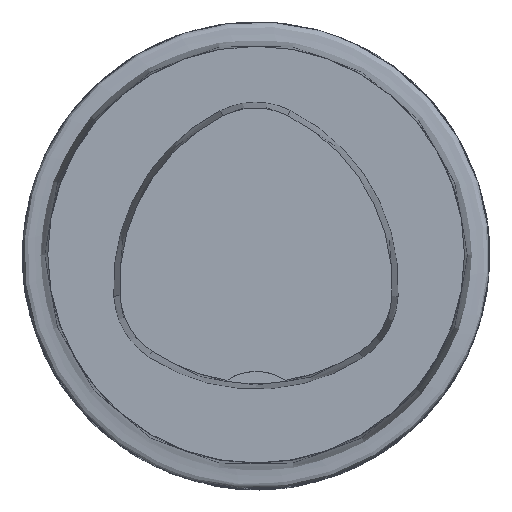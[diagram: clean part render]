
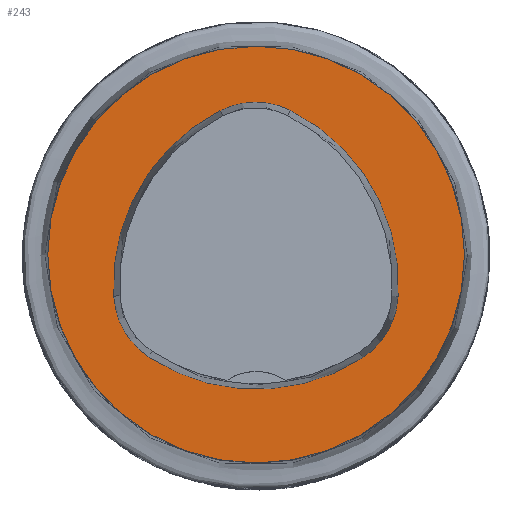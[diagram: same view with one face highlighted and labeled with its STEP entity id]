
A CAD part, top view. The second image highlights one B-rep face of the part: STEP entity #243.
In plain terms, the highlighted planar face has unit normal (0, 0, 1).
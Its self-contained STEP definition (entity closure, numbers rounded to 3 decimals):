
#179=PLANE('',#1090);
#243=ADVANCED_FACE('',(#371,#372),#179,.T.);
#371=FACE_BOUND('',#442,.T.);
#372=FACE_BOUND('',#443,.T.);
#442=EDGE_LOOP('',(#613,#614,#615,#616,#617,#618));
#443=EDGE_LOOP('',(#619));
#613=ORIENTED_EDGE('',*,*,#800,.T.);
#614=ORIENTED_EDGE('',*,*,#780,.T.);
#615=ORIENTED_EDGE('',*,*,#784,.T.);
#616=ORIENTED_EDGE('',*,*,#787,.T.);
#617=ORIENTED_EDGE('',*,*,#790,.T.);
#618=ORIENTED_EDGE('',*,*,#798,.T.);
#619=ORIENTED_EDGE('',*,*,#730,.F.);
#659=VERTEX_POINT('',#1430);
#693=VERTEX_POINT('',#1799);
#694=VERTEX_POINT('',#1800);
#697=VERTEX_POINT('',#1808);
#699=VERTEX_POINT('',#1814);
#701=VERTEX_POINT('',#1820);
#708=VERTEX_POINT('',#1841);
#730=EDGE_CURVE('',#659,#659,#820,.T.);
#780=EDGE_CURVE('',#693,#694,#822,.T.);
#784=EDGE_CURVE('',#694,#697,#824,.T.);
#787=EDGE_CURVE('',#697,#699,#826,.T.);
#790=EDGE_CURVE('',#699,#701,#828,.T.);
#798=EDGE_CURVE('',#701,#708,#832,.T.);
#800=EDGE_CURVE('',#708,#693,#834,.T.);
#820=CIRCLE('',#1037,16.);
#822=CIRCLE('',#1068,15.);
#824=CIRCLE('',#1071,6.);
#826=CIRCLE('',#1074,15.);
#828=CIRCLE('',#1077,6.);
#832=CIRCLE('',#1082,15.);
#834=CIRCLE('',#1085,6.);
#1037=AXIS2_PLACEMENT_3D('',#1429,#1168,#1169);
#1068=AXIS2_PLACEMENT_3D('',#1798,#1254,#1255);
#1071=AXIS2_PLACEMENT_3D('',#1807,#1262,#1263);
#1074=AXIS2_PLACEMENT_3D('',#1813,#1269,#1270);
#1077=AXIS2_PLACEMENT_3D('',#1819,#1276,#1277);
#1082=AXIS2_PLACEMENT_3D('',#1842,#1288,#1289);
#1085=AXIS2_PLACEMENT_3D('',#1845,#1294,#1295);
#1090=AXIS2_PLACEMENT_3D('',#1850,#1304,#1305);
#1168=DIRECTION('',(0.,0.,-1.));
#1169=DIRECTION('',(-1.,0.,0.));
#1254=DIRECTION('',(0.,0.,-1.));
#1255=DIRECTION('',(-1.,0.,0.));
#1262=DIRECTION('',(0.,0.,-1.));
#1263=DIRECTION('',(-1.,0.,0.));
#1269=DIRECTION('',(0.,0.,-1.));
#1270=DIRECTION('',(-1.,0.,0.));
#1276=DIRECTION('',(0.,0.,-1.));
#1277=DIRECTION('',(-1.,0.,0.));
#1288=DIRECTION('',(0.,0.,-1.));
#1289=DIRECTION('',(-1.,0.,0.));
#1294=DIRECTION('',(0.,0.,-1.));
#1295=DIRECTION('',(-1.,0.,0.));
#1304=DIRECTION('',(0.,0.,1.));
#1305=DIRECTION('',(1.,0.,0.));
#1429=CARTESIAN_POINT('',(0.,0.,0.));
#1430=CARTESIAN_POINT('',(-16.,0.,0.));
#1798=CARTESIAN_POINT('',(4.048,-2.316,0.));
#1799=CARTESIAN_POINT('',(-10.926,-3.206,0.));
#1800=CARTESIAN_POINT('',(-2.774,11.043,0.));
#1807=CARTESIAN_POINT('',(-0.045,5.7,0.));
#1808=CARTESIAN_POINT('',(2.638,11.066,0.));
#1813=CARTESIAN_POINT('',(-4.07,-2.35,0.));
#1814=CARTESIAN_POINT('',(10.903,-3.249,0.));
#1819=CARTESIAN_POINT('',(4.914,-2.889,0.));
#1820=CARTESIAN_POINT('',(8.177,-7.924,0.));
#1841=CARTESIAN_POINT('',(-8.24,-7.859,0.));
#1842=CARTESIAN_POINT('',(0.019,4.663,0.));
#1845=CARTESIAN_POINT('',(-4.936,-2.85,0.));
#1850=CARTESIAN_POINT('',(0.,0.,0.));
